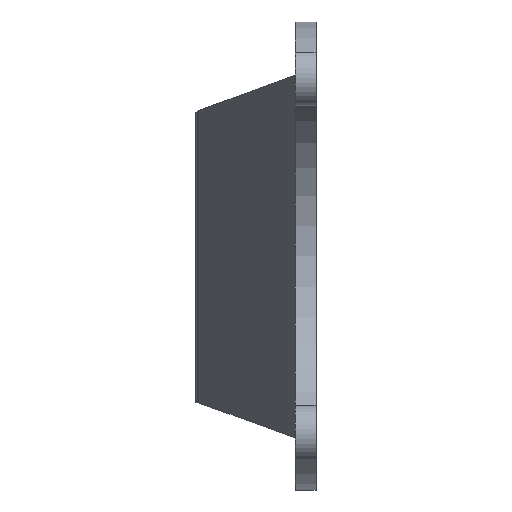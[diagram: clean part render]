
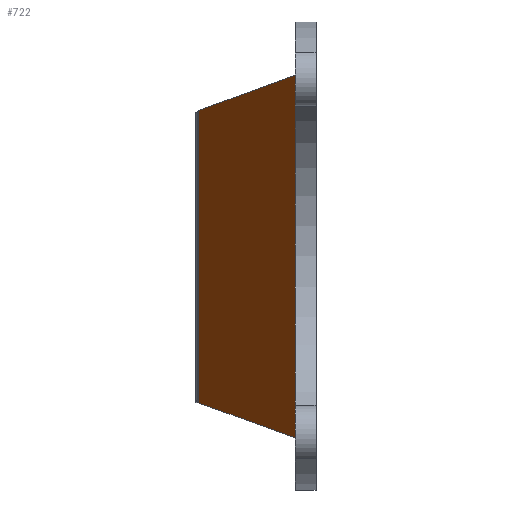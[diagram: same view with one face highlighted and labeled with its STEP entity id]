
A CAD part, top view. The second image highlights one B-rep face of the part: STEP entity #722.
In plain terms, the highlighted planar face has unit normal (-0.866, 0, 0.5).
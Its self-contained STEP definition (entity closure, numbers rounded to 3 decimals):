
#63=PLANE('',#824);
#98=FACE_OUTER_BOUND('',#161,.T.);
#161=EDGE_LOOP('',(#642,#643,#644,#645));
#196=LINE('',#1188,#242);
#197=LINE('',#1198,#243);
#212=LINE('',#1244,#258);
#213=LINE('',#1246,#259);
#242=VECTOR('',#974,10.);
#243=VECTOR('',#987,10.);
#258=VECTOR('',#1042,10.);
#259=VECTOR('',#1045,10.);
#353=VERTEX_POINT('',#1185);
#354=VERTEX_POINT('',#1187);
#355=VERTEX_POINT('',#1194);
#357=VERTEX_POINT('',#1197);
#435=EDGE_CURVE('',#354,#353,#196,.T.);
#440=EDGE_CURVE('',#357,#355,#197,.T.);
#464=EDGE_CURVE('',#355,#354,#212,.T.);
#465=EDGE_CURVE('',#353,#357,#213,.T.);
#642=ORIENTED_EDGE('',*,*,#440,.T.);
#643=ORIENTED_EDGE('',*,*,#464,.T.);
#644=ORIENTED_EDGE('',*,*,#435,.T.);
#645=ORIENTED_EDGE('',*,*,#465,.T.);
#722=ADVANCED_FACE('',(#98),#63,.T.);
#824=AXIS2_PLACEMENT_3D('',#1245,#1043,#1044);
#974=DIRECTION('',(0.492,-0.18,0.852));
#987=DIRECTION('',(-0.492,-0.18,-0.852));
#1042=DIRECTION('',(0.,-1.,0.));
#1043=DIRECTION('center_axis',(-0.866,0.,0.5));
#1044=DIRECTION('ref_axis',(0.5,0.,0.866));
#1045=DIRECTION('',(0.,1.,0.));
#1185=CARTESIAN_POINT('',(-0.013,-22.06,-33.523));
#1187=CARTESIAN_POINT('',(-11.752,-17.774,-53.854));
#1188=CARTESIAN_POINT('',(-0.482,-21.889,-34.336));
#1194=CARTESIAN_POINT('',(-11.752,17.774,-53.854));
#1197=CARTESIAN_POINT('',(-0.013,22.06,-33.523));
#1198=CARTESIAN_POINT('',(-11.266,17.951,-53.013));
#1244=CARTESIAN_POINT('',(-11.752,0.,-53.854));
#1245=CARTESIAN_POINT('Origin',(-12.1,0.,-54.458));
#1246=CARTESIAN_POINT('',(-0.013,0.,-33.523));
